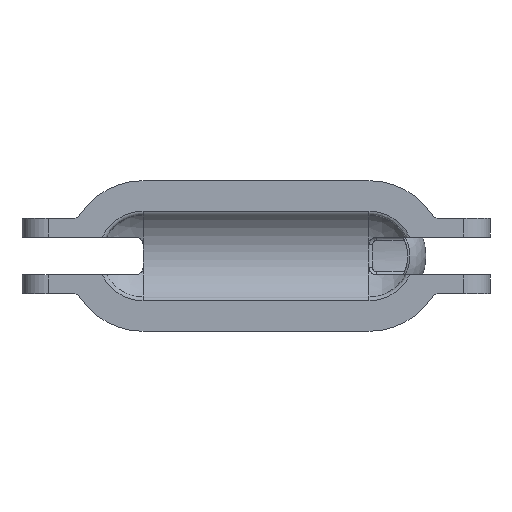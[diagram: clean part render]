
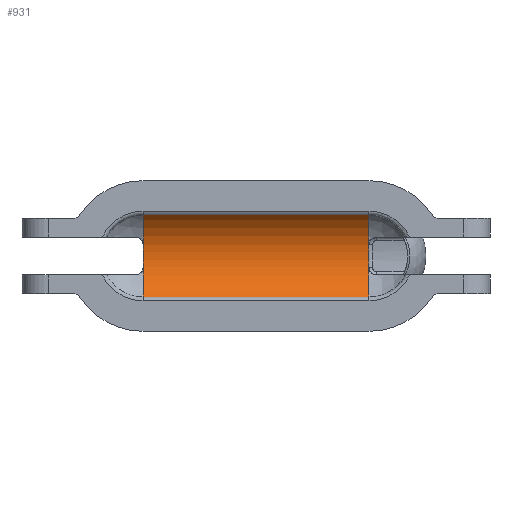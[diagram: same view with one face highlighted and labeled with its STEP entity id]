
A CAD part, front view. The second image highlights one B-rep face of the part: STEP entity #931.
In plain terms, the highlighted cylindrical face has radius 3.6 mm (diameter 7.2 mm), a partial arc.
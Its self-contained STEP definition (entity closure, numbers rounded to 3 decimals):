
#50 = CARTESIAN_POINT ( 'NONE',  ( 7.5, -1.479, -0.75 ) ) ;
#62 = FACE_OUTER_BOUND ( 'NONE', #3066, .T. ) ;
#115 = CIRCLE ( 'NONE', #2977, 3.6 ) ;
#155 = ORIENTED_EDGE ( 'NONE', *, *, #284, .F. ) ;
#219 = CIRCLE ( 'NONE', #705, 3.6 ) ;
#223 = DIRECTION ( 'NONE',  ( 0., 0., 1. ) ) ;
#252 = CARTESIAN_POINT ( 'NONE',  ( 7.5, -5., 0. ) ) ;
#274 = AXIS2_PLACEMENT_3D ( 'NONE', #593, #2125, #2640 ) ;
#284 = EDGE_CURVE ( 'NONE', #2530, #2931, #1986, .T. ) ;
#352 = CIRCLE ( 'NONE', #919, 3.6 ) ;
#391 = CIRCLE ( 'NONE', #1736, 3.6 ) ;
#426 = CARTESIAN_POINT ( 'NONE',  ( -7.5, -5., -3.6 ) ) ;
#440 = ORIENTED_EDGE ( 'NONE', *, *, #2947, .T. ) ;
#457 = EDGE_CURVE ( 'NONE', #1182, #966, #1679, .T. ) ;
#511 = DIRECTION ( 'NONE',  ( 0., 0., -1. ) ) ;
#535 = DIRECTION ( 'NONE',  ( 1., 0., 0. ) ) ;
#593 = CARTESIAN_POINT ( 'NONE',  ( 22.5, -5., 0. ) ) ;
#608 = CARTESIAN_POINT ( 'NONE',  ( 7.5, -5., 3.6 ) ) ;
#636 = ORIENTED_EDGE ( 'NONE', *, *, #1820, .T. ) ;
#698 = DIRECTION ( 'NONE',  ( -1., 0., 0. ) ) ;
#705 = AXIS2_PLACEMENT_3D ( 'NONE', #3294, #1789, #223 ) ;
#747 = AXIS2_PLACEMENT_3D ( 'NONE', #2086, #535, #2340 ) ;
#763 = CARTESIAN_POINT ( 'NONE',  ( 7.5, -1.479, 0.75 ) ) ;
#769 = DIRECTION ( 'NONE',  ( -1., 0., 0. ) ) ;
#919 = AXIS2_PLACEMENT_3D ( 'NONE', #981, #2766, #1240 ) ;
#931 = ADVANCED_FACE ( 'NONE', ( #62 ), #2036, .F. ) ;
#954 = CARTESIAN_POINT ( 'NONE',  ( 22.5, -5., 3.6 ) ) ;
#966 = VERTEX_POINT ( 'NONE', #608 ) ;
#981 = CARTESIAN_POINT ( 'NONE',  ( 7.5, -5., 0. ) ) ;
#1012 = VERTEX_POINT ( 'NONE', #1938 ) ;
#1163 = VECTOR ( 'NONE', #698, 1000. ) ;
#1182 = VERTEX_POINT ( 'NONE', #763 ) ;
#1240 = DIRECTION ( 'NONE',  ( 0., 0., -1. ) ) ;
#1361 = CARTESIAN_POINT ( 'NONE',  ( -7.5, -5., 0. ) ) ;
#1375 = ORIENTED_EDGE ( 'NONE', *, *, #1702, .T. ) ;
#1464 = VERTEX_POINT ( 'NONE', #2971 ) ;
#1512 = ORIENTED_EDGE ( 'NONE', *, *, #1569, .T. ) ;
#1569 = EDGE_CURVE ( 'NONE', #2251, #1182, #352, .T. ) ;
#1622 = DIRECTION ( 'NONE',  ( 0., 0., 1. ) ) ;
#1679 = CIRCLE ( 'NONE', #747, 3.6 ) ;
#1702 = EDGE_CURVE ( 'NONE', #1464, #2681, #115, .T. ) ;
#1706 = CARTESIAN_POINT ( 'NONE',  ( 7.5, -5., -3.6 ) ) ;
#1733 = DIRECTION ( 'NONE',  ( -1., 0., 0. ) ) ;
#1736 = AXIS2_PLACEMENT_3D ( 'NONE', #1361, #3131, #1622 ) ;
#1789 = DIRECTION ( 'NONE',  ( -1., 0., 0. ) ) ;
#1820 = EDGE_CURVE ( 'NONE', #1012, #2931, #391, .T. ) ;
#1938 = CARTESIAN_POINT ( 'NONE',  ( -7.5, -1.479, -0.75 ) ) ;
#1986 = LINE ( 'NONE', #3232, #3247 ) ;
#2007 = CARTESIAN_POINT ( 'NONE',  ( -7.5, -1.479, 0.75 ) ) ;
#2036 = CYLINDRICAL_SURFACE ( 'NONE', #274, 3.6 ) ;
#2070 = DIRECTION ( 'NONE',  ( 1., 0., 0. ) ) ;
#2086 = CARTESIAN_POINT ( 'NONE',  ( 7.5, -5., 0. ) ) ;
#2125 = DIRECTION ( 'NONE',  ( -1., 0., 0. ) ) ;
#2136 = ORIENTED_EDGE ( 'NONE', *, *, #2813, .T. ) ;
#2251 = VERTEX_POINT ( 'NONE', #50 ) ;
#2304 = CARTESIAN_POINT ( 'NONE',  ( -7.5, -5., 0. ) ) ;
#2329 = ORIENTED_EDGE ( 'NONE', *, *, #457, .T. ) ;
#2340 = DIRECTION ( 'NONE',  ( 0., 0., -1. ) ) ;
#2511 = LINE ( 'NONE', #954, #1163 ) ;
#2530 = VERTEX_POINT ( 'NONE', #1706 ) ;
#2533 = AXIS2_PLACEMENT_3D ( 'NONE', #252, #2070, #511 ) ;
#2557 = DIRECTION ( 'NONE',  ( 0., 0., 1. ) ) ;
#2640 = DIRECTION ( 'NONE',  ( 0., 0., 1. ) ) ;
#2681 = VERTEX_POINT ( 'NONE', #2007 ) ;
#2766 = DIRECTION ( 'NONE',  ( 1., 0., 0. ) ) ;
#2771 = ORIENTED_EDGE ( 'NONE', *, *, #3055, .T. ) ;
#2813 = EDGE_CURVE ( 'NONE', #2530, #2251, #2919, .T. ) ;
#2919 = CIRCLE ( 'NONE', #2533, 3.6 ) ;
#2931 = VERTEX_POINT ( 'NONE', #426 ) ;
#2947 = EDGE_CURVE ( 'NONE', #966, #1464, #2511, .T. ) ;
#2971 = CARTESIAN_POINT ( 'NONE',  ( -7.5, -5., 3.6 ) ) ;
#2977 = AXIS2_PLACEMENT_3D ( 'NONE', #2304, #769, #2557 ) ;
#3055 = EDGE_CURVE ( 'NONE', #2681, #1012, #219, .T. ) ;
#3066 = EDGE_LOOP ( 'NONE', ( #155, #2136, #1512, #2329, #440, #1375, #2771, #636 ) ) ;
#3131 = DIRECTION ( 'NONE',  ( -1., 0., 0. ) ) ;
#3232 = CARTESIAN_POINT ( 'NONE',  ( 22.5, -5., -3.6 ) ) ;
#3247 = VECTOR ( 'NONE', #1733, 1000. ) ;
#3294 = CARTESIAN_POINT ( 'NONE',  ( -7.5, -5., 0. ) ) ;
